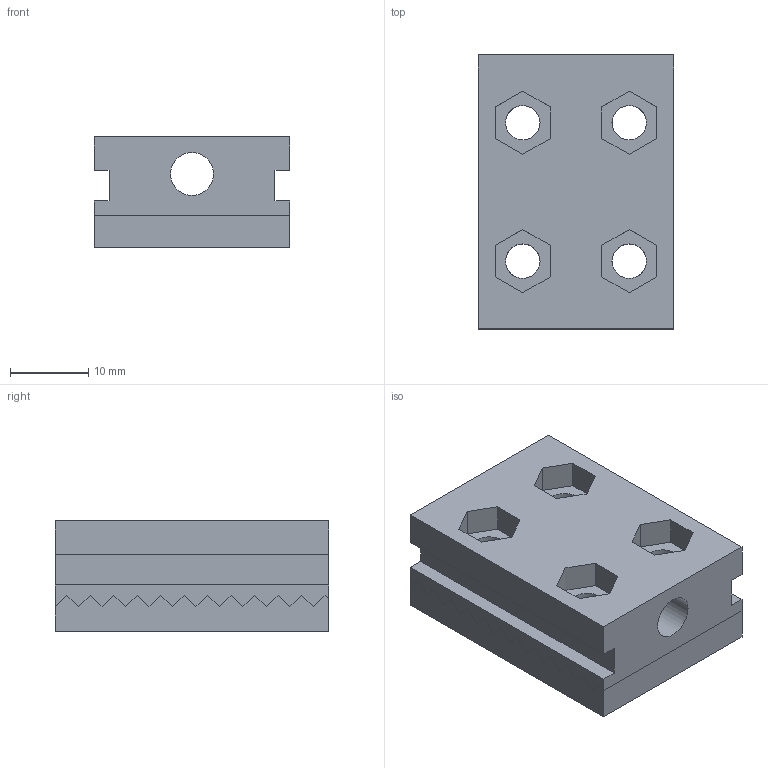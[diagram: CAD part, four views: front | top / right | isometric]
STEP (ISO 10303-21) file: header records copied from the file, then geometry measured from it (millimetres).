
FILE_DESCRIPTION(/* description */ (''),/* implementation_level */ '2;1');
FILE_NAME(/* name */ '60AIMTensioner_HGR.step',/* time_stamp */ '2025-11-08T18:55:19+01:00',/* author */ (''),/* organization */ (''),/* preprocessor_version */ 'ST-DEVELOPER v20.1',/* originating_system */ 'Autodesk Translation Framework v14.17.0.0',/* authorisation */ '');
FILE_SCHEMA (('AUTOMOTIVE_DESIGN { 1 0 10303 214 3 1 1 }'));
Length unit declared in the file: millimetre
Products named in the file (1): 60AIMTensioner_HGR
Bounding box: 25 x 35 x 14.1 mm (x, y, z)
Volume: 9296 mm3; surface area: 7490.9 mm2
Topology: 2 solids, 2 shells, 134 faces, 387 edges, 258 vertices
Faces by surface type: plane 121, cylinder 13
Full cylindrical faces by diameter (mm): 4.4 x8, 5.5 x1, 7.8 x4
Entity records: 4453 total; most frequent: CARTESIAN_POINT 780, ORIENTED_EDGE 774, DIRECTION 731, EDGE_CURVE 387, LINE 313, VECTOR 313, VERTEX_POINT 258, AXIS2_PLACEMENT_3D 209
